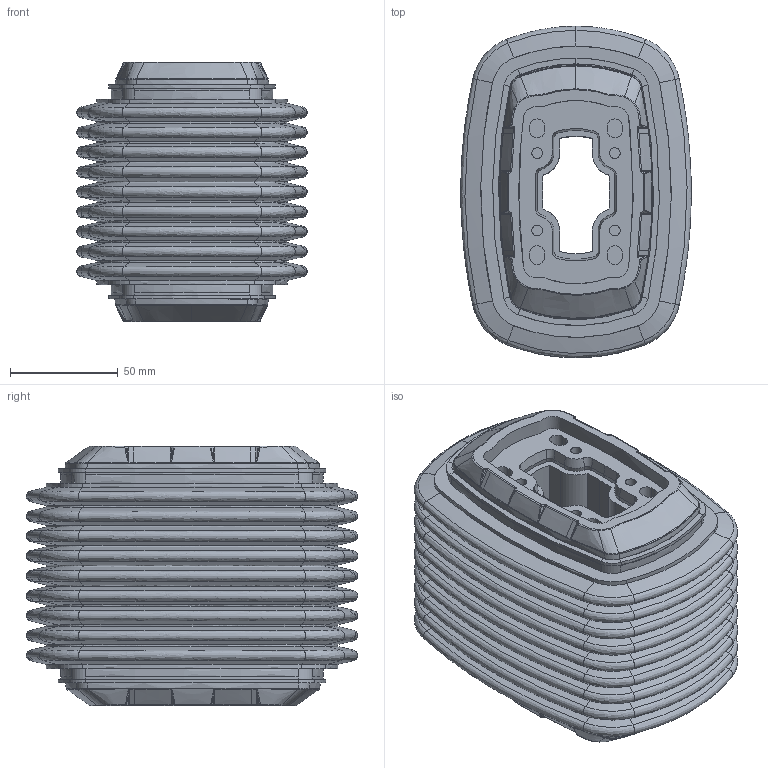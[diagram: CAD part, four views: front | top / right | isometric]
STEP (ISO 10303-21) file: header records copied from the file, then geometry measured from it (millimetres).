
FILE_DESCRIPTION (( 'STEP AP214' ), '1' );
FILE_NAME ('TK060.505.STEP', '2024-08-01T17:33:40', ( '' ), ( '' ), 'SwSTEP 2.0', 'SolidWorks 2023', '' );
FILE_SCHEMA (( 'AUTOMOTIVE_DESIGN' ));
Length unit declared in the file: metre
Products named in the file (1): TK060.505
Bounding box: 107.14 x 153.99 x 120.81 mm (x, y, z)
Volume: 869955.2 mm3; surface area: 261584.8 mm2
Topology: 1 solids, 3 shells, 1374 faces, 3133 edges, 1740 vertices
Faces by surface type: bspline 938, cone 161, plane 145, cylinder 130
Full cylindrical faces by diameter (mm): 5 x8
Entity records: 127469 total; most frequent: CARTESIAN_POINT 103391, ORIENTED_EDGE 6154, DIRECTION 3094, EDGE_CURVE 3077, VERTEX_POINT 1740, B_SPLINE_CURVE_WITH_KNOTS 1480, EDGE_LOOP 1415, FACE_OUTER_BOUND 1384
